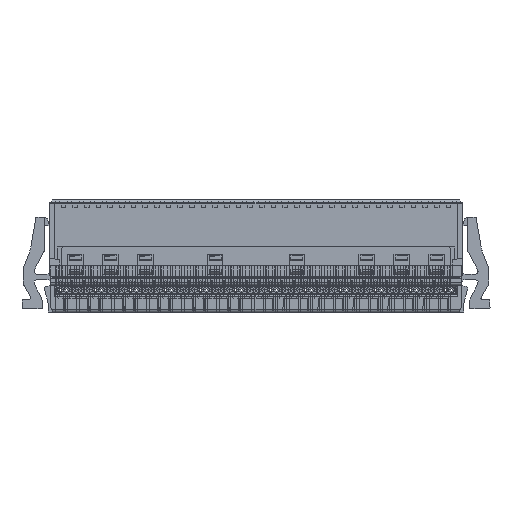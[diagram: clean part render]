
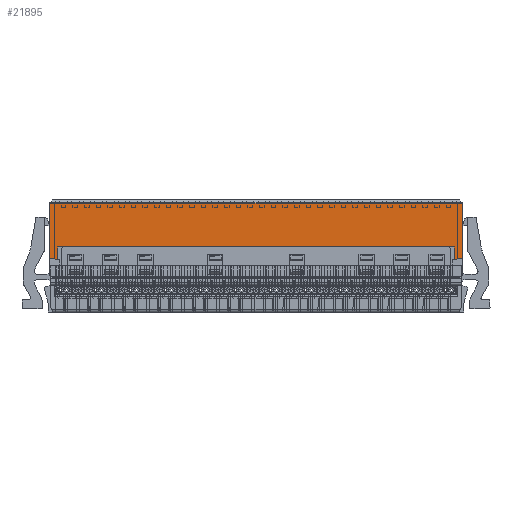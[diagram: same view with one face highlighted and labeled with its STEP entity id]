
A CAD part, front view. The second image highlights one B-rep face of the part: STEP entity #21895.
In plain terms, the highlighted planar face has unit normal (0, -1, 0).
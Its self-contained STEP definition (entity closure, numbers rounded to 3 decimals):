
#21843=AXIS2_PLACEMENT_3D('Plane Axis2P3D',#21840,#21841,#21842) ;
#19039=CARTESIAN_POINT('Vertex',(-43.738,-409.925,3.45)) ;
#19042=CARTESIAN_POINT('Line Origine',(-43.738,-409.925,6.439)) ;
#19046=CARTESIAN_POINT('Vertex',(-43.738,-409.925,9.429)) ;
#21811=CARTESIAN_POINT('Vertex',(-42.858,-409.925,3.295)) ;
#21814=CARTESIAN_POINT('Line Origine',(-43.298,-409.925,3.372)) ;
#21840=CARTESIAN_POINT('Axis2P3D Location',(-43.982,-409.925,9.97)) ;
#21845=CARTESIAN_POINT('Line Origine',(-21.272,-409.925,9.429)) ;
#21849=CARTESIAN_POINT('Vertex',(1.193,-409.925,9.429)) ;
#21852=CARTESIAN_POINT('Line Origine',(-42.858,-409.925,3.972)) ;
#21856=CARTESIAN_POINT('Vertex',(-42.857,-409.925,4.65)) ;
#21859=CARTESIAN_POINT('Line Origine',(-21.273,-409.925,4.65)) ;
#21863=CARTESIAN_POINT('Vertex',(0.313,-409.925,4.65)) ;
#21866=CARTESIAN_POINT('Line Origine',(0.312,-409.925,3.972)) ;
#21870=CARTESIAN_POINT('Vertex',(0.313,-409.925,3.295)) ;
#21873=CARTESIAN_POINT('Line Origine',(0.753,-409.925,3.372)) ;
#21877=CARTESIAN_POINT('Vertex',(1.193,-409.925,3.45)) ;
#21880=CARTESIAN_POINT('Line Origine',(1.193,-409.925,6.439)) ;
#19043=DIRECTION('Vector Direction',(0.,0.,-1.)) ;
#21815=DIRECTION('Vector Direction',(0.985,0.,-0.174)) ;
#21841=DIRECTION('Axis2P3D Direction',(0.,-1.,0.)) ;
#21842=DIRECTION('Axis2P3D XDirection',(0.,0.,1.)) ;
#21846=DIRECTION('Vector Direction',(-1.,0.,0.)) ;
#21853=DIRECTION('Vector Direction',(0.,0.,1.)) ;
#21860=DIRECTION('Vector Direction',(1.,0.,0.)) ;
#21867=DIRECTION('Vector Direction',(0.,0.,-1.)) ;
#21874=DIRECTION('Vector Direction',(0.985,0.,0.174)) ;
#21881=DIRECTION('Vector Direction',(0.,0.,1.)) ;
#19044=VECTOR('Line Direction',#19043,1.) ;
#21816=VECTOR('Line Direction',#21815,1.) ;
#21847=VECTOR('Line Direction',#21846,1.) ;
#21854=VECTOR('Line Direction',#21853,1.) ;
#21861=VECTOR('Line Direction',#21860,1.) ;
#21868=VECTOR('Line Direction',#21867,1.) ;
#21875=VECTOR('Line Direction',#21874,1.) ;
#21882=VECTOR('Line Direction',#21881,1.) ;
#21886=ORIENTED_EDGE('',*,*,#21851,.T.) ;
#21887=ORIENTED_EDGE('',*,*,#19048,.T.) ;
#21888=ORIENTED_EDGE('',*,*,#21818,.T.) ;
#21889=ORIENTED_EDGE('',*,*,#21858,.T.) ;
#21890=ORIENTED_EDGE('',*,*,#21865,.T.) ;
#21891=ORIENTED_EDGE('',*,*,#21872,.T.) ;
#21892=ORIENTED_EDGE('',*,*,#21879,.T.) ;
#21893=ORIENTED_EDGE('',*,*,#21884,.T.) ;
#21895=ADVANCED_FACE('1002\\MANIFOLD_SOLID_BREP #11887',(#21894),#21844,.T.) ;
#19048=EDGE_CURVE('',#19047,#19040,#19045,.T.) ;
#21818=EDGE_CURVE('',#19040,#21812,#21817,.T.) ;
#21851=EDGE_CURVE('',#21850,#19047,#21848,.T.) ;
#21858=EDGE_CURVE('',#21812,#21857,#21855,.T.) ;
#21865=EDGE_CURVE('',#21857,#21864,#21862,.T.) ;
#21872=EDGE_CURVE('',#21864,#21871,#21869,.T.) ;
#21879=EDGE_CURVE('',#21871,#21878,#21876,.T.) ;
#21884=EDGE_CURVE('',#21878,#21850,#21883,.T.) ;
#21885=EDGE_LOOP('',(#21886,#21887,#21888,#21889,#21890,#21891,#21892,#21893)) ;
#21894=FACE_OUTER_BOUND('',#21885,.T.) ;
#19045=LINE('Line',#19042,#19044) ;
#21817=LINE('Line',#21814,#21816) ;
#21848=LINE('Line',#21845,#21847) ;
#21855=LINE('Line',#21852,#21854) ;
#21862=LINE('Line',#21859,#21861) ;
#21869=LINE('Line',#21866,#21868) ;
#21876=LINE('Line',#21873,#21875) ;
#21883=LINE('Line',#21880,#21882) ;
#21844=PLANE('',#21843) ;
#19040=VERTEX_POINT('',#19039) ;
#19047=VERTEX_POINT('',#19046) ;
#21812=VERTEX_POINT('',#21811) ;
#21850=VERTEX_POINT('',#21849) ;
#21857=VERTEX_POINT('',#21856) ;
#21864=VERTEX_POINT('',#21863) ;
#21871=VERTEX_POINT('',#21870) ;
#21878=VERTEX_POINT('',#21877) ;
